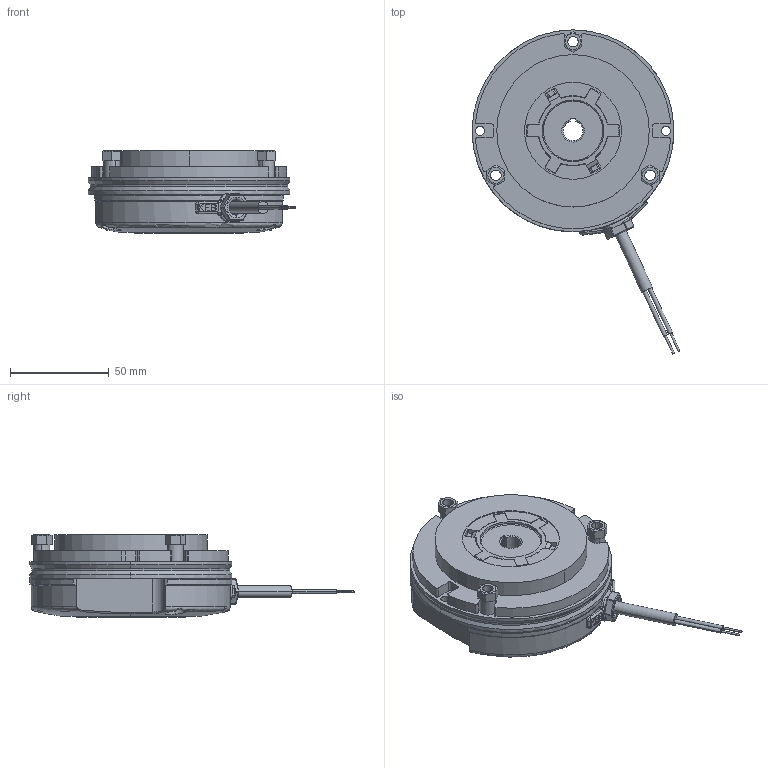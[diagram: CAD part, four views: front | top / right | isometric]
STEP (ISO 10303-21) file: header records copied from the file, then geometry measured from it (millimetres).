
FILE_DESCRIPTION (( 'STEP AP214' ), '1' );
FILE_NAME ('dr_bk_03_38_mu.STEP', '2021-11-03T14:14:23', ( '' ), ( '' ), 'SwSTEP 2.0', 'SolidWorks 2019', '' );
FILE_SCHEMA (( 'AUTOMOTIVE_DESIGN' ));
Length unit declared in the file: millimetre
Products named in the file (6): 10068366_000; dr_bk_03_38_mu; 10068363_000; 10068364_000; 10068362_000; 10068365_000
Assembly tree (7 placements, depth 2):
  dr_bk_03_38_mu
    10068363_000
    10068365_000
    10068362_000  x3
    10068364_000
    10068366_000
Bounding box: 105.01 x 163.77 x 41.7 mm (x, y, z)
Volume: 258984 mm3; surface area: 64841 mm2
Topology: 8 solids, 8 shells, 620 faces, 1611 edges, 1024 vertices
Faces by surface type: cylinder 251, plane 199, bspline 74, cone 54, torus 36, sphere 6
Entity records: 24641 total; most frequent: CARTESIAN_POINT 7081, ORIENTED_EDGE 3050, DIRECTION 2803, EDGE_CURVE 1525, AXIS2_PLACEMENT_3D 1056, VERTEX_POINT 972, LINE 691, VECTOR 691
